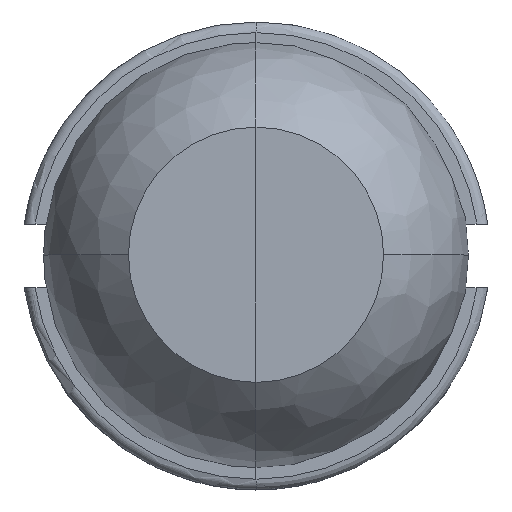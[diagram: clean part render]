
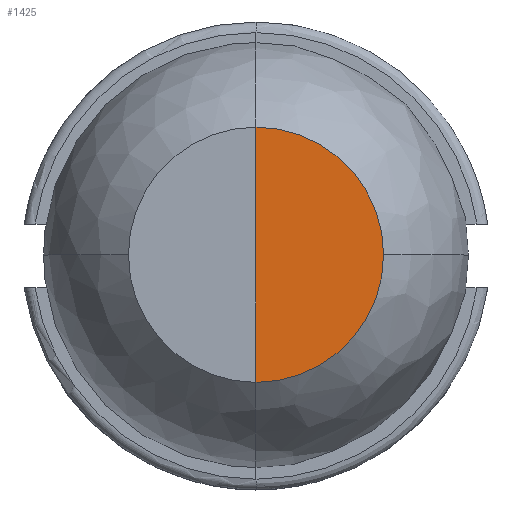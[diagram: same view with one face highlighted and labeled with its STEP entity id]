
A CAD part, top view. The second image highlights one B-rep face of the part: STEP entity #1425.
In plain terms, the highlighted free-form (B-spline) face has degree [1, 2] with [2, 5] control points.
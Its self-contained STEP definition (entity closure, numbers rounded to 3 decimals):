
#1132=CARTESIAN_POINT('',(0.,3.,10.75));
#1133=VERTEX_POINT('',#1132);
#1261=CARTESIAN_POINT('',(3.,0.,10.75));
#1262=VERTEX_POINT('',#1261);
#1272=CARTESIAN_POINT('',(0.,-3.,10.75));
#1273=VERTEX_POINT('',#1272);
#1274=CARTESIAN_POINT('',(0.,0.,10.75));
#1275=DIRECTION('',(0.0,0.0,-1.0));
#1276=DIRECTION('',(0.0,1.0,0.0));
#1277=AXIS2_PLACEMENT_3D('',#1274,#1275,#1276);
#1278=CIRCLE('',#1277,3.);
#1279=EDGE_CURVE('',#1262,#1273,#1278,.T.);
#1383=CARTESIAN_POINT('',(0.,-3.,10.75));
#1384=CARTESIAN_POINT('',(0.,0.,10.75));
#1385=CARTESIAN_POINT('',(3.,-3.,10.75));
#1386=CARTESIAN_POINT('',(0.,0.,10.75));
#1387=CARTESIAN_POINT('',(3.,0.,10.75));
#1388=CARTESIAN_POINT('',(0.,0.,10.75));
#1389=CARTESIAN_POINT('',(3.,3.,10.75));
#1390=CARTESIAN_POINT('',(0.,0.,10.75));
#1391=CARTESIAN_POINT('',(0.,3.,10.75));
#1392=CARTESIAN_POINT('',(0.,0.,10.75));
#1400=(BOUNDED_SURFACE()B_SPLINE_SURFACE(1,2,((#1383,#1385,#1387,#1389,#1391),(#1384,#1386,#1388,#1390,#1392)),.UNSPECIFIED.,.F.,.F.,.U.)B_SPLINE_SURFACE_WITH_KNOTS((2,2),(3,2,3),(0.0,1.0),(0.0,0.5,1.0),.UNSPECIFIED.)GEOMETRIC_REPRESENTATION_ITEM()RATIONAL_B_SPLINE_SURFACE(((1.0,0.707,1.0,0.707,1.0),(1.0,0.707,1.0,0.707,1.0)))REPRESENTATION_ITEM('')SURFACE());
#1401=CARTESIAN_POINT('',(0.,0.,10.75));
#1402=VERTEX_POINT('',#1401);
#1403=CARTESIAN_POINT('',(0.,-3.,10.75));
#1404=DIRECTION('',(0.0,1.0,0.0));
#1405=VECTOR('',#1404,3.);
#1406=LINE('',#1403,#1405);
#1407=EDGE_CURVE('',#1273,#1402,#1406,.T.);
#1408=ORIENTED_EDGE('',*,*,#1407,.F.);
#1409=ORIENTED_EDGE('',*,*,#1279,.F.);
#1410=CARTESIAN_POINT('',(0.,0.,10.75));
#1411=DIRECTION('',(0.0,0.0,-1.0));
#1412=DIRECTION('',(0.0,1.0,0.0));
#1413=AXIS2_PLACEMENT_3D('',#1410,#1411,#1412);
#1414=CIRCLE('',#1413,3.);
#1415=EDGE_CURVE('',#1133,#1262,#1414,.T.);
#1416=ORIENTED_EDGE('',*,*,#1415,.F.);
#1417=CARTESIAN_POINT('',(0.,0.,10.75));
#1418=DIRECTION('',(0.0,1.0,0.0));
#1419=VECTOR('',#1418,3.);
#1420=LINE('',#1417,#1419);
#1421=EDGE_CURVE('',#1402,#1133,#1420,.T.);
#1422=ORIENTED_EDGE('',*,*,#1421,.F.);
#1423=EDGE_LOOP('',(#1408,#1409,#1416,#1422));
#1424=FACE_OUTER_BOUND('',#1423,.T.);
#1425=ADVANCED_FACE('',(#1424),#1400,.F.);
